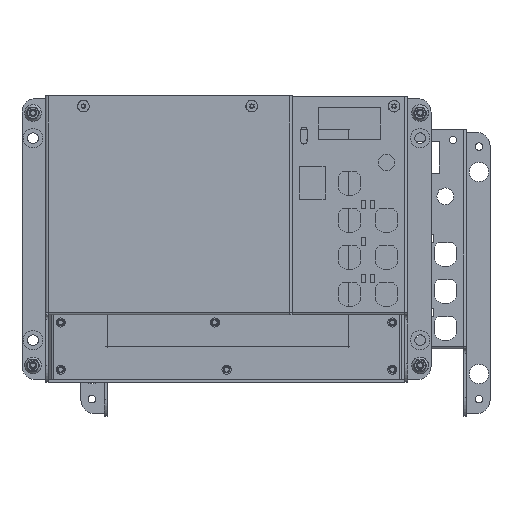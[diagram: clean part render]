
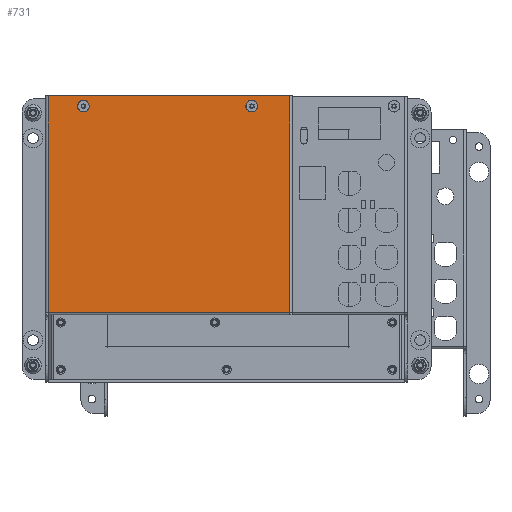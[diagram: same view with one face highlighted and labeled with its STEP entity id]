
A CAD part, top view. The second image highlights one B-rep face of the part: STEP entity #731.
In plain terms, the highlighted planar face has unit normal (0, 0, 1).
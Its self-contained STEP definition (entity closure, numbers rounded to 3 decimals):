
#731 = ADVANCED_FACE( '', ( #1349, #1350, #1351 ), #1352, .T. );
#1349 = FACE_BOUND( '', #2691, .T. );
#1350 = FACE_BOUND( '', #2692, .T. );
#1351 = FACE_OUTER_BOUND( '', #2693, .T. );
#1352 = PLANE( '', #2694 );
#2691 = EDGE_LOOP( '', ( #4480 ) );
#2692 = EDGE_LOOP( '', ( #4481 ) );
#2693 = EDGE_LOOP( '', ( #4482, #4483, #4484, #4485 ) );
#2694 = AXIS2_PLACEMENT_3D( '', #4486, #4487, #4488 );
#4480 = ORIENTED_EDGE( '', *, *, #6494, .T. );
#4481 = ORIENTED_EDGE( '', *, *, #6495, .T. );
#4482 = ORIENTED_EDGE( '', *, *, #6493, .T. );
#4483 = ORIENTED_EDGE( '', *, *, #6496, .T. );
#4484 = ORIENTED_EDGE( '', *, *, #6497, .T. );
#4485 = ORIENTED_EDGE( '', *, *, #6313, .T. );
#4486 = CARTESIAN_POINT( '', ( -72.5, -65., 1.5 ) );
#4487 = DIRECTION( '', ( 0., 0., 1. ) );
#4488 = DIRECTION( '', ( 1., 0., 0. ) );
#6313 = EDGE_CURVE( '', #7436, #7434, #7437, .T. );
#6493 = EDGE_CURVE( '', #7434, #7362, #7766, .T. );
#6494 = EDGE_CURVE( '', #7767, #7767, #7768, .T. );
#6495 = EDGE_CURVE( '', #7769, #7769, #7770, .T. );
#6496 = EDGE_CURVE( '', #7362, #7423, #7771, .T. );
#6497 = EDGE_CURVE( '', #7423, #7436, #7772, .T. );
#7362 = VERTEX_POINT( '', #9269 );
#7423 = VERTEX_POINT( '', #9357 );
#7434 = VERTEX_POINT( '', #9373 );
#7436 = VERTEX_POINT( '', #9375 );
#7437 = LINE( '', #9376, #9377 );
#7766 = LINE( '', #9829, #9830 );
#7767 = VERTEX_POINT( '', #9831 );
#7768 = CIRCLE( '', #9832, 2.25 );
#7769 = VERTEX_POINT( '', #9833 );
#7770 = CIRCLE( '', #9834, 2.25 );
#7771 = LINE( '', #9835, #9836 );
#7772 = LINE( '', #9837, #9838 );
#9269 = CARTESIAN_POINT( '', ( -70.998, -63.498, 1.5 ) );
#9357 = CARTESIAN_POINT( '', ( 72.498, -63.498, 1.5 ) );
#9373 = CARTESIAN_POINT( '', ( -70.998, 65., 1.5 ) );
#9375 = CARTESIAN_POINT( '', ( 72.498, 65., 1.5 ) );
#9376 = CARTESIAN_POINT( '', ( 72.5, 65., 1.5 ) );
#9377 = VECTOR( '', #11362, 1000. );
#9829 = CARTESIAN_POINT( '', ( -70.998, 65., 1.5 ) );
#9830 = VECTOR( '', #11654, 1000. );
#9831 = CARTESIAN_POINT( '', ( -50., 56.75, 1.5 ) );
#9832 = AXIS2_PLACEMENT_3D( '', #11655, #11656, #11657 );
#9833 = CARTESIAN_POINT( '', ( 50., 56.75, 1.5 ) );
#9834 = AXIS2_PLACEMENT_3D( '', #11658, #11659, #11660 );
#9835 = CARTESIAN_POINT( '', ( -70.998, -63.498, 1.5 ) );
#9836 = VECTOR( '', #11661, 1000. );
#9837 = CARTESIAN_POINT( '', ( 72.498, -65., 1.5 ) );
#9838 = VECTOR( '', #11662, 1000. );
#11362 = DIRECTION( '', ( -1., 0., 0. ) );
#11654 = DIRECTION( '', ( 0., -1., 0. ) );
#11655 = CARTESIAN_POINT( '', ( -50., 59., 1.5 ) );
#11656 = DIRECTION( '', ( 0., 0., -1. ) );
#11657 = DIRECTION( '', ( 0., -1., 0. ) );
#11658 = CARTESIAN_POINT( '', ( 50., 59., 1.5 ) );
#11659 = DIRECTION( '', ( 0., 0., -1. ) );
#11660 = DIRECTION( '', ( 0., -1., 0. ) );
#11661 = DIRECTION( '', ( 1., 0., 0. ) );
#11662 = DIRECTION( '', ( 0., 1., 0. ) );
